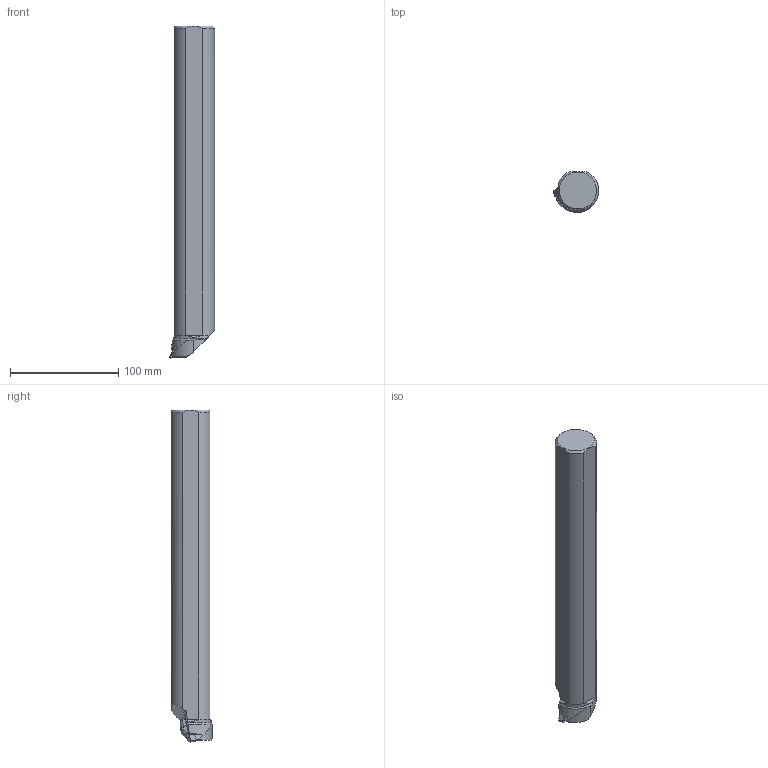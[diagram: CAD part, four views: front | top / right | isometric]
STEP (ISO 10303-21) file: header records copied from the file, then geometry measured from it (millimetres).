
FILE_DESCRIPTION(/* description */ (''),/* implementation_level */ '2;1');
FILE_NAME(/* name */ 'assy.stp',/* time_stamp */ '2017-08-23T07:54:31+02:00',/* author */ (''),/* organization */ ('SMS'),/* preprocessor_version */ 'ST-DEVELOPER v15',/* originating_system */ 'SIEMENS PLM Software NX 8.5',/* authorisation */ '');
FILE_SCHEMA (('AUTOMOTIVE_DESIGN { 1 0 10303 214 3 1 1 1 }'));
Length unit declared in the file: millimetre
Products named in the file (4): ASSEMBLY_CONSTRUCTION; NOCUT; CUT; ASSY
Assembly tree (3 placements, depth 2):
  ASSY
    CUT
    NOCUT
    ASSEMBLY_CONSTRUCTION
Bounding box: 41.64 x 37.23 x 306.05 mm (x, y, z)
Volume: 319028.1 mm3; surface area: 37802.2 mm2
Topology: 2 solids, 2 shells, 70 faces, 196 edges, 135 vertices
Faces by surface type: plane 41, cylinder 24, cone 5
Full cylindrical faces by diameter (mm): 3.81 x2
Entity records: 2479 total; most frequent: CARTESIAN_POINT 521, DIRECTION 383, ORIENTED_EDGE 380, EDGE_CURVE 190, AXIS2_PLACEMENT_3D 135, VERTEX_POINT 126, LINE 113, VECTOR 113
